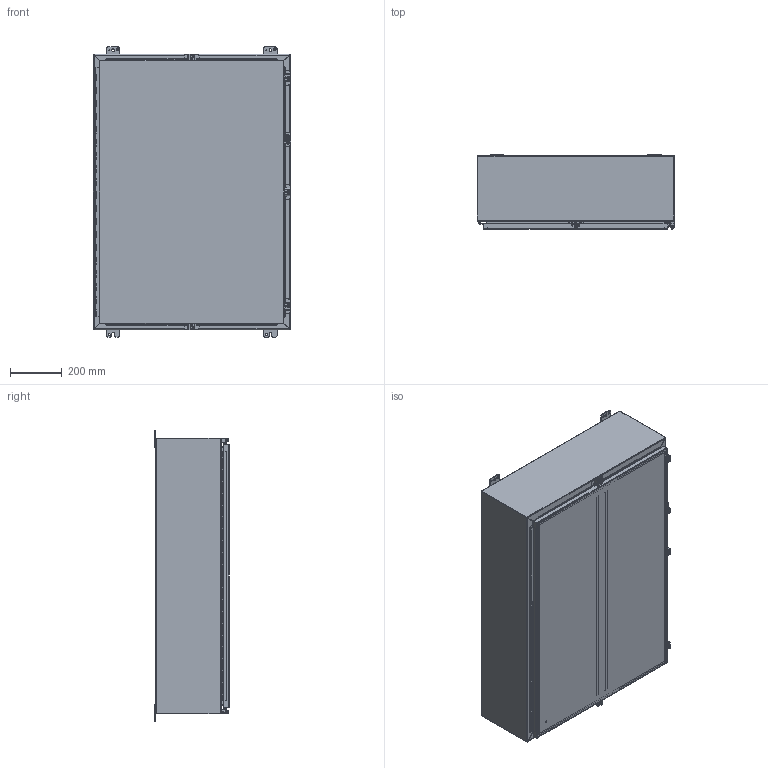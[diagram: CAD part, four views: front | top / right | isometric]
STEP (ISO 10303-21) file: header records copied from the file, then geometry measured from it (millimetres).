
FILE_DESCRIPTION (( 'STEP AP203' ), '1' );
FILE_NAME ('1418N4SSO10_Default.step', '2019-11-01T21:04:46', ( 'ADC123' ), ( 'Microsoft' ), 'SwSTEP 2.0', 'SolidWorks 2019', '' );
FILE_SCHEMA (( 'CONFIG_CONTROL_DESIGN' ));
Products named in the file (1): 1418N4SSO10_Default
Bounding box: 763.6 x 288.93 x 1123.95 mm (x, y, z)
Volume: 7340109.9 mm3; surface area: 7557048.7 mm2
Topology: 50 solids, 51 shells, 1922 faces, 5050 edges, 3284 vertices
Faces by surface type: plane 1147, cylinder 668, bspline 96, cone 11
Entity records: 63145 total; most frequent: CARTESIAN_POINT 15312, ORIENTED_EDGE 10092, DIRECTION 9746, EDGE_CURVE 5046, VECTOR 3454, LINE 3454, VERTEX_POINT 3284, AXIS2_PLACEMENT_3D 3146
